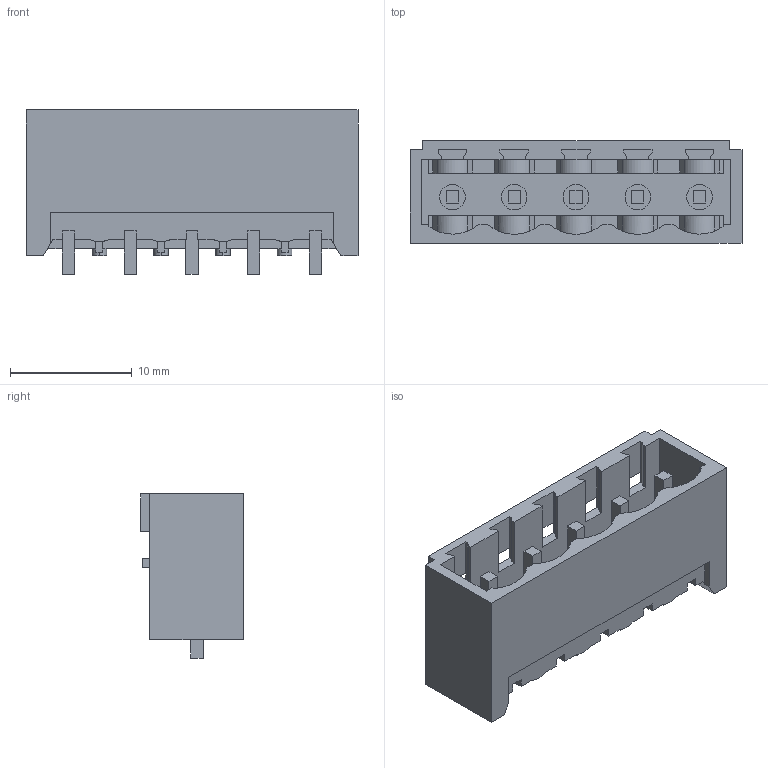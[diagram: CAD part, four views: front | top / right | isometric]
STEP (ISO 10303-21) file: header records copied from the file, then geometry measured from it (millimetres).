
FILE_DESCRIPTION(('CATIA V5 STEP Exchange','CAx-IF Rec.Pracs.--- Model Styling and Organization---1.5--- 2016-08-15','CAx-IF Rec.Pracs.---Supplemental Geometry---1.0---2011-11-01','CAx-IF Rec.Pracs.--- Composite Materials ---1.1---2010-07-15'),'2;1');
FILE_NAME ('D1455928_1', '2025-02-03T09:19:48+00:00', ('none'), ('Weidmueller'), 'CATIA Version 5-6 Release 2022 SP4 HF5', 'CATIA V5 STEP AP214 v3', 'none');
FILE_SCHEMA(('AUTOMOTIVE_DESIGN { 1 0 10303 214 1 1 1 1 }'));
Length unit declared in the file: millimetre
Products named in the file (1): 1775954001
Bounding box: 27.3 x 8.43 x 13.5 mm (x, y, z)
Volume: 1044.7 mm3; surface area: 2297.3 mm2
Topology: 1 solids, 1 shells, 315 faces, 959 edges, 648 vertices
Faces by surface type: plane 267, cylinder 43, extrusion 5
Entity records: 10389 total; most frequent: CARTESIAN_POINT 2216, ORIENTED_EDGE 1918, DIRECTION 1201, EDGE_CURVE 959, VECTOR 793, LINE 788, VERTEX_POINT 648, EDGE_LOOP 327
